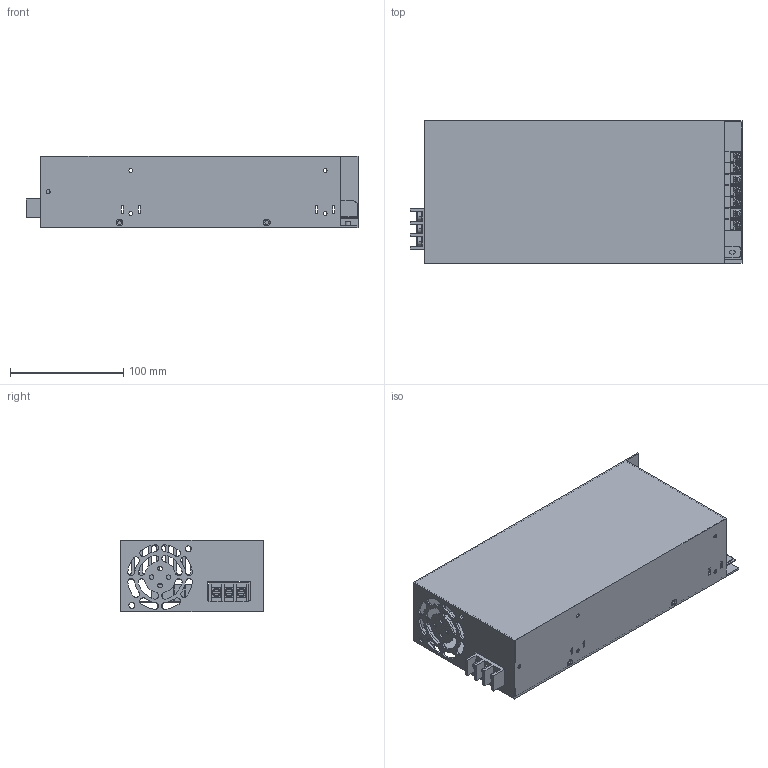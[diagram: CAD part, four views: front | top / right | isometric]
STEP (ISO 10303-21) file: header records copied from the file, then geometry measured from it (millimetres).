
FILE_DESCRIPTION (( 'STEP AP214' ), '1' );
FILE_NAME ('F6150SE-11.0-3P+9.5-6P-V1.1-2026.03.03-1.STEP', '2026-03-03T01:59:50', ( '' ), ( '' ), 'SwSTEP 2.0', 'SolidWorks 2020', '' );
FILE_SCHEMA (( 'AUTOMOTIVE_DESIGN' ));
Length unit declared in the file: millimetre
Products named in the file (1): F6150SE-11.0-3P+9.5-6P-V1.1-2026.03.03-1
Bounding box: 293.02 x 126 x 63 mm (x, y, z)
Volume: 183760.6 mm3; surface area: 300344.6 mm2
Topology: 1 solids, 1 shells, 566 faces, 1571 edges, 1026 vertices
Faces by surface type: plane 345, cylinder 185, bspline 36
Entity records: 18823 total; most frequent: CARTESIAN_POINT 3928, ORIENTED_EDGE 3142, DIRECTION 3011, EDGE_CURVE 1571, LINE 1061, VECTOR 1061, VERTEX_POINT 1026, AXIS2_PLACEMENT_3D 975
